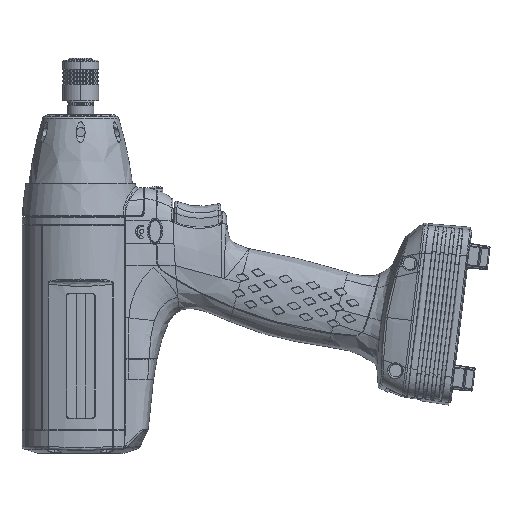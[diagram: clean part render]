
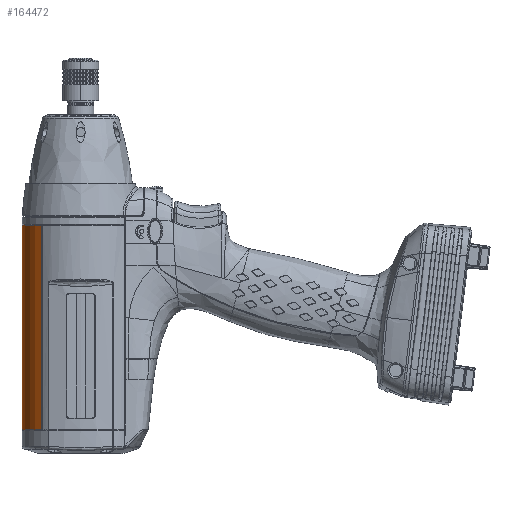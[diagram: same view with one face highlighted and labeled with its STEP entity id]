
A CAD part, left-side view. The second image highlights one B-rep face of the part: STEP entity #164472.
In plain terms, the highlighted cylindrical face has radius 29 mm (diameter 58 mm), a partial arc.
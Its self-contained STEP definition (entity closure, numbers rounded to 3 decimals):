
#26134=CARTESIAN_POINT('',(-21.777,19.151,
66.414));
#47746=CARTESIAN_POINT('',(-21.777,19.151,
-34.608));
#47853=DIRECTION('',(0.,0.,-1.));
#47854=VECTOR('',#47853,101.022);
#47855=CARTESIAN_POINT('',(-21.777,19.151,
66.414));
#47856=LINE('',#47855,#47854);
#47857=CARTESIAN_POINT('',(0.,0.,-34.608));
#47858=DIRECTION('',(0.,0.,-1.));
#47859=DIRECTION('',(-0.751,0.66,0.));
#47860=AXIS2_PLACEMENT_3D('',#47857,#47858,#47859);
#47862=DIRECTION('',(0.,0.,1.));
#47863=VECTOR('',#47862,101.022);
#47864=CARTESIAN_POINT('',(-0.2,28.999,-34.608));
#47865=LINE('',#47864,#47863);
#47866=CARTESIAN_POINT('',(0.,0.,66.414));
#47867=DIRECTION('',(0.,0.,-1.));
#47868=DIRECTION('',(-0.751,0.66,0.));
#47869=AXIS2_PLACEMENT_3D('',#47866,#47867,#47868);
#66304=VERTEX_POINT('',#26134);
#66307=CARTESIAN_POINT('',(-0.2,28.999,66.414));
#66308=VERTEX_POINT('',#66307);
#66333=CARTESIAN_POINT('',(-0.2,28.999,-34.608));
#66334=VERTEX_POINT('',#66333);
#66447=VERTEX_POINT('',#47746);
#164460=CARTESIAN_POINT('',(0.,0.,91.65));
#164461=DIRECTION('',(0.,0.,-1.));
#164462=DIRECTION('',(-1.,0.,0.));
#164463=AXIS2_PLACEMENT_3D('',#164460,#164461,#164462);
#164464=CYLINDRICAL_SURFACE('',#164463,29.);
#164466=ORIENTED_EDGE('',*,*,#164465,.T.);
#164467=ORIENTED_EDGE('',*,*,#164381,.T.);
#164468=ORIENTED_EDGE('',*,*,#164445,.T.);
#164469=ORIENTED_EDGE('',*,*,#122684,.F.);
#164470=EDGE_LOOP('',(#164466,#164467,#164468,#164469));
#164471=FACE_OUTER_BOUND('',#164470,.F.);
#47861=CIRCLE('',#47860,29.);
#47870=CIRCLE('',#47869,29.);
#122684=EDGE_CURVE('',#66304,#66308,#47870,.T.);
#164381=EDGE_CURVE('',#66447,#66334,#47861,.T.);
#164445=EDGE_CURVE('',#66334,#66308,#47865,.T.);
#164465=EDGE_CURVE('',#66304,#66447,#47856,.T.);
#164472=ADVANCED_FACE('',(#164471),#164464,.T.);
